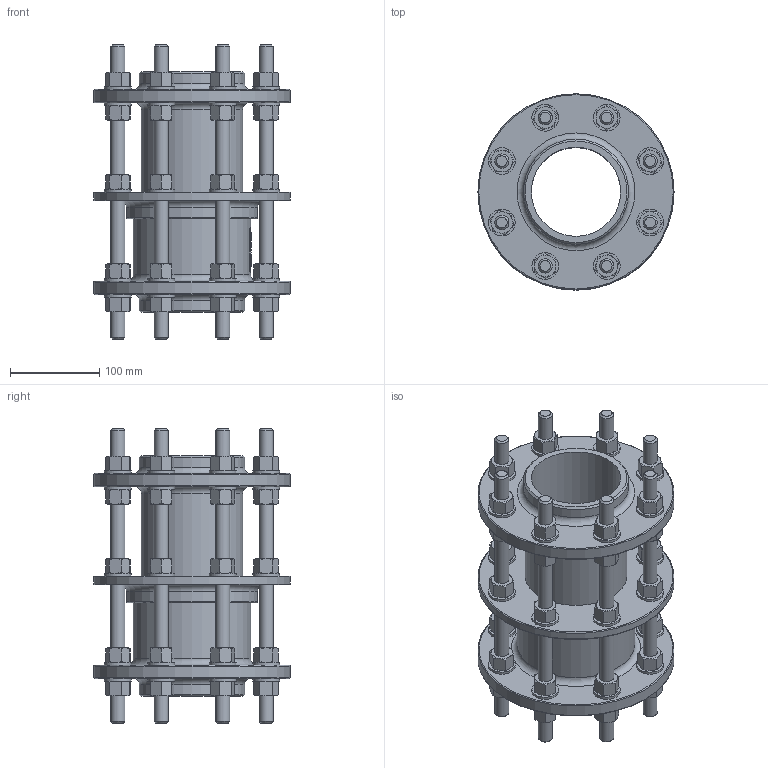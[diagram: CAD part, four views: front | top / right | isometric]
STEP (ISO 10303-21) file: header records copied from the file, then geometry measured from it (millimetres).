
FILE_DESCRIPTION(/* description */ (''),/* implementation_level */ '2;1');
FILE_NAME(/* name */ 'DN100_3D_STEP.stp',/* time_stamp */ '2025-09-10T23:59:48+03:00',/* author */ ('igorr'),/* organization */ (''),/* preprocessor_version */ 'ST-DEVELOPER v20',/* originating_system */ 'Autodesk Inventor 2025',/* authorisation */ '');
FILE_SCHEMA (('AUTOMOTIVE_DESIGN { 1 0 10303 214 3 1 1 }'));
Length unit declared in the file: millimetre
Products named in the file (4): Сборка; Деталь; ANSI B18.2.4.2M - M16x2; DIN 126 - 17,5
Assembly tree (81 placements, depth 2):
  Сборка
    Деталь
    ANSI B18.2.4.2M - M16x2  x40
    DIN 126 - 17,5  x40
Bounding box: 220 x 220 x 330 mm (x, y, z)
Volume: 2908123.4 mm3; surface area: 677087 mm2
Topology: 89 solids, 89 shells, 1263 faces, 2680 edges, 1611 vertices
Faces by surface type: cone 579, plane 477, cylinder 168, bspline 23, torus 16
Full cylindrical faces by diameter (mm): 13.835 x40, 16 x8, 17 x24, 17.5 x40, 30 x40, 100 x1, 114 x1, 118 x2, 132 x1, 133 x1, 147 x1, 220 x3
Entity records: 7367 total; most frequent: CARTESIAN_POINT 1566, DIRECTION 1164, ORIENTED_EDGE 992, EDGE_CURVE 496, AXIS2_PLACEMENT_3D 470, VERTEX_POINT 324, EDGE_LOOP 280, LINE 224
